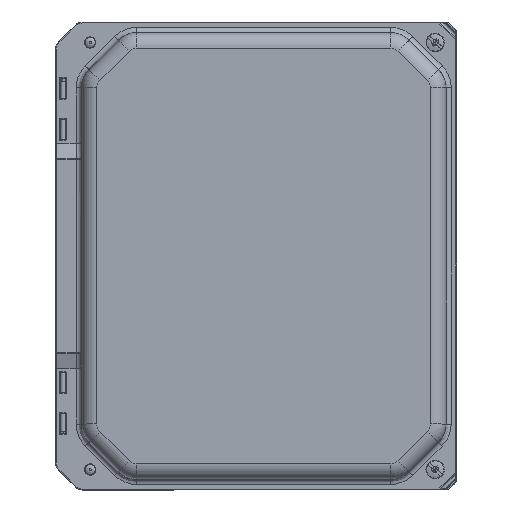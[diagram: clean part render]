
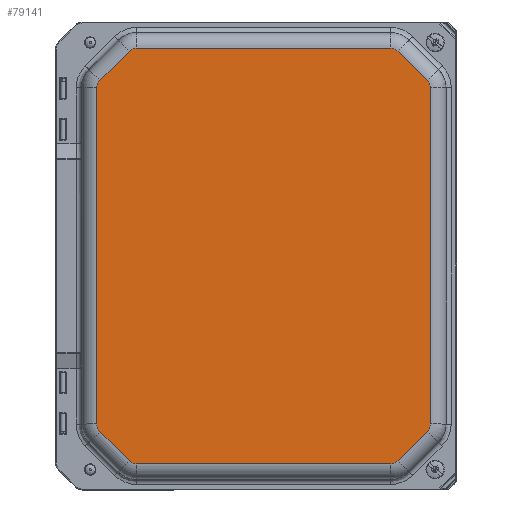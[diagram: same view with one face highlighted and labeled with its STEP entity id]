
A CAD part, top view. The second image highlights one B-rep face of the part: STEP entity #79141.
In plain terms, the highlighted planar face has unit normal (0, 0, 1).
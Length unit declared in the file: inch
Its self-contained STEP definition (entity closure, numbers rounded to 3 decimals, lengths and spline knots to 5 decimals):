
#1840 = AXIS2_PLACEMENT_3D ( 'NONE', #27985, #72719, #101099 ) ;
#3274 = VERTEX_POINT ( 'NONE', #80792 ) ;
#4515 = DIRECTION ( 'NONE',  ( 1., 0., 0. ) ) ;
#5316 = DIRECTION ( 'NONE',  ( 0., 0., 1. ) ) ;
#5886 = CIRCLE ( 'NONE', #19186, 0.25386 ) ;
#6292 = EDGE_CURVE ( 'NONE', #90114, #11614, #13047, .T. ) ;
#7837 = EDGE_CURVE ( 'NONE', #47078, #89900, #62444, .T. ) ;
#8078 = ORIENTED_EDGE ( 'NONE', *, *, #35855, .F. ) ;
#8174 = VECTOR ( 'NONE', #97618, 39.37008 ) ;
#9405 = EDGE_CURVE ( 'NONE', #90114, #85818, #13030, .T. ) ;
#9518 = FACE_OUTER_BOUND ( 'NONE', #70929, .T. ) ;
#11425 = AXIS2_PLACEMENT_3D ( 'NONE', #69477, #78278, #96253 ) ;
#11614 = VERTEX_POINT ( 'NONE', #38247 ) ;
#13030 = LINE ( 'NONE', #43581, #83052 ) ;
#13047 = CIRCLE ( 'NONE', #32145, 0.25386 ) ;
#13159 = AXIS2_PLACEMENT_3D ( 'NONE', #97883, #60840, #34413 ) ;
#13823 = CARTESIAN_POINT ( 'NONE',  ( 3.996, -4.28217, 6.312 ) ) ;
#13973 = EDGE_CURVE ( 'NONE', #103640, #89900, #36469, .T. ) ;
#14024 = VERTEX_POINT ( 'NONE', #33939 ) ;
#14324 = CIRCLE ( 'NONE', #116851, 0.25386 ) ;
#14431 = EDGE_CURVE ( 'NONE', #47078, #64580, #86363, .T. ) ;
#14486 = VECTOR ( 'NONE', #118419, 39.37008 ) ;
#14988 = CARTESIAN_POINT ( 'NONE',  ( -3.998, 4.28096, 6.312 ) ) ;
#15972 = EDGE_CURVE ( 'NONE', #35990, #14024, #41643, .T. ) ;
#16239 = AXIS2_PLACEMENT_3D ( 'NONE', #85611, #41288, #94766 ) ;
#18208 = CARTESIAN_POINT ( 'NONE',  ( 4.06714, -4.21103, 6.312 ) ) ;
#18788 = LINE ( 'NONE', #99192, #14486 ) ;
#19186 = AXIS2_PLACEMENT_3D ( 'NONE', #50916, #5316, #4515 ) ;
#20285 = CARTESIAN_POINT ( 'NONE',  ( -4.06914, 4.20982, 6.312 ) ) ;
#20857 = ORIENTED_EDGE ( 'NONE', *, *, #75261, .T. ) ;
#21909 = CARTESIAN_POINT ( 'NONE',  ( 3.27956, -4.99861, 6.312 ) ) ;
#22111 = CARTESIAN_POINT ( 'NONE',  ( -3.10206, 5.07175, 6.312 ) ) ;
#22842 = DIRECTION ( 'NONE',  ( 0., -1., 0. ) ) ;
#23054 = LINE ( 'NONE', #32074, #41720 ) ;
#23252 = CARTESIAN_POINT ( 'NONE',  ( -3.10206, -4.8191, 6.312 ) ) ;
#27185 = DIRECTION ( 'NONE',  ( 0., -1., 0. ) ) ;
#27985 = CARTESIAN_POINT ( 'NONE',  ( -3.8185, 4.10146, 6.312 ) ) ;
#29452 = CARTESIAN_POINT ( 'NONE',  ( 3.70892, 4.56804, 6.312 ) ) ;
#31507 = CARTESIAN_POINT ( 'NONE',  ( 3.10006, -5.07296, 6.312 ) ) ;
#32074 = CARTESIAN_POINT ( 'NONE',  ( 4.07036, 2.05043, 6.312 ) ) ;
#32145 = AXIS2_PLACEMENT_3D ( 'NONE', #55257, #73927, #27185 ) ;
#33466 = LINE ( 'NONE', #18208, #100599 ) ;
#33939 = CARTESIAN_POINT ( 'NONE',  ( -3.10206, -5.07296, 6.312 ) ) ;
#34413 = DIRECTION ( 'NONE',  ( 1., 0., 0. ) ) ;
#35535 = CIRCLE ( 'NONE', #104960, 0.25386 ) ;
#35855 = EDGE_CURVE ( 'NONE', #37725, #99983, #33466, .T. ) ;
#35990 = VERTEX_POINT ( 'NONE', #57030 ) ;
#36469 = CIRCLE ( 'NONE', #11425, 0.25386 ) ;
#37178 = CARTESIAN_POINT ( 'NONE',  ( 4.07036, 4.10146, 6.312 ) ) ;
#37725 = VERTEX_POINT ( 'NONE', #13823 ) ;
#38247 = CARTESIAN_POINT ( 'NONE',  ( -3.998, -4.28217, 6.312 ) ) ;
#39736 = ORIENTED_EDGE ( 'NONE', *, *, #9405, .F. ) ;
#41288 = DIRECTION ( 'NONE',  ( 0., 0., 1. ) ) ;
#41643 = CIRCLE ( 'NONE', #114471, 0.25386 ) ;
#41720 = VECTOR ( 'NONE', #22842, 39.37008 ) ;
#42307 = CARTESIAN_POINT ( 'NONE',  ( 3.27956, 4.9974, 6.312 ) ) ;
#42855 = EDGE_CURVE ( 'NONE', #52674, #99983, #14324, .T. ) ;
#43581 = CARTESIAN_POINT ( 'NONE',  ( -4.07236, -2.05163, 6.312 ) ) ;
#43887 = LINE ( 'NONE', #88878, #8174 ) ;
#46924 = DIRECTION ( 'NONE',  ( 0., -1., 0. ) ) ;
#47078 = VERTEX_POINT ( 'NONE', #22111 ) ;
#47541 = CARTESIAN_POINT ( 'NONE',  ( -3.28156, 4.9974, 6.312 ) ) ;
#48167 = EDGE_CURVE ( 'NONE', #101737, #85818, #50173, .T. ) ;
#50173 = CIRCLE ( 'NONE', #1840, 0.25386 ) ;
#50916 = CARTESIAN_POINT ( 'NONE',  ( 3.8165, 4.10146, 6.312 ) ) ;
#51373 = ORIENTED_EDGE ( 'NONE', *, *, #42855, .T. ) ;
#51623 = ORIENTED_EDGE ( 'NONE', *, *, #102070, .T. ) ;
#52101 = DIRECTION ( 'NONE',  ( 1., 0., 0. ) ) ;
#52674 = VERTEX_POINT ( 'NONE', #31507 ) ;
#54085 = LINE ( 'NONE', #29452, #71065 ) ;
#55257 = CARTESIAN_POINT ( 'NONE',  ( -3.8185, -4.10266, 6.312 ) ) ;
#55733 = CARTESIAN_POINT ( 'NONE',  ( 3.10006, -4.8191, 6.312 ) ) ;
#56759 = VECTOR ( 'NONE', #67949, 39.37008 ) ;
#57030 = CARTESIAN_POINT ( 'NONE',  ( -3.28156, -4.99861, 6.312 ) ) ;
#57261 = DIRECTION ( 'NONE',  ( 1., 0., 0. ) ) ;
#57656 = CARTESIAN_POINT ( 'NONE',  ( 3.8165, -4.10266, 6.312 ) ) ;
#57951 = VERTEX_POINT ( 'NONE', #76835 ) ;
#58920 = LINE ( 'NONE', #20285, #74498 ) ;
#60684 = CARTESIAN_POINT ( 'NONE',  ( 3.10006, 5.07175, 6.312 ) ) ;
#60837 = ORIENTED_EDGE ( 'NONE', *, *, #48167, .T. ) ;
#60840 = DIRECTION ( 'NONE',  ( 0., 0., 1. ) ) ;
#61044 = CARTESIAN_POINT ( 'NONE',  ( -4.07236, 4.10146, 6.312 ) ) ;
#61214 = ORIENTED_EDGE ( 'NONE', *, *, #14431, .T. ) ;
#62305 = DIRECTION ( 'NONE',  ( 0., 1., 0. ) ) ;
#62444 = LINE ( 'NONE', #67548, #56759 ) ;
#64538 = CARTESIAN_POINT ( 'NONE',  ( -4.07236, -4.10266, 6.312 ) ) ;
#64580 = VERTEX_POINT ( 'NONE', #47541 ) ;
#65360 = DIRECTION ( 'NONE',  ( -0.707, -0.707, 0. ) ) ;
#66720 = EDGE_CURVE ( 'NONE', #101737, #64580, #58920, .T. ) ;
#67548 = CARTESIAN_POINT ( 'NONE',  ( -1.55153, 5.07175, 6.312 ) ) ;
#67949 = DIRECTION ( 'NONE',  ( 1., 0., 0. ) ) ;
#69261 = EDGE_CURVE ( 'NONE', #112332, #57951, #23054, .T. ) ;
#69477 = CARTESIAN_POINT ( 'NONE',  ( 3.10006, 4.8179, 6.312 ) ) ;
#70929 = EDGE_LOOP ( 'NONE', ( #101718, #97132, #104291, #84664, #51373, #8078, #20857, #111427, #51623, #111270, #93855, #98356, #61214, #102762, #60837, #39736 ) ) ;
#71065 = VECTOR ( 'NONE', #112198, 39.37008 ) ;
#72719 = DIRECTION ( 'NONE',  ( 0., 0., 1. ) ) ;
#73004 = EDGE_CURVE ( 'NONE', #52674, #14024, #43887, .T. ) ;
#73927 = DIRECTION ( 'NONE',  ( 0., 0., 1. ) ) ;
#74498 = VECTOR ( 'NONE', #92614, 39.37008 ) ;
#75261 = EDGE_CURVE ( 'NONE', #37725, #57951, #35535, .T. ) ;
#75927 = DIRECTION ( 'NONE',  ( 0., 0., 1. ) ) ;
#76835 = CARTESIAN_POINT ( 'NONE',  ( 4.07036, -4.10266, 6.312 ) ) ;
#78278 = DIRECTION ( 'NONE',  ( 0., 0., 1. ) ) ;
#79141 = ADVANCED_FACE ( 'NONE', ( #9518 ), #115603, .T. ) ;
#80792 = CARTESIAN_POINT ( 'NONE',  ( 3.996, 4.28096, 6.312 ) ) ;
#83052 = VECTOR ( 'NONE', #62305, 39.37008 ) ;
#84664 = ORIENTED_EDGE ( 'NONE', *, *, #73004, .F. ) ;
#85611 = CARTESIAN_POINT ( 'NONE',  ( -3.10206, 4.8179, 6.312 ) ) ;
#85818 = VERTEX_POINT ( 'NONE', #61044 ) ;
#86363 = CIRCLE ( 'NONE', #16239, 0.25386 ) ;
#88878 = CARTESIAN_POINT ( 'NONE',  ( 1.54953, -5.07296, 6.312 ) ) ;
#89900 = VERTEX_POINT ( 'NONE', #60684 ) ;
#90114 = VERTEX_POINT ( 'NONE', #64538 ) ;
#92614 = DIRECTION ( 'NONE',  ( 0.707, 0.707, 0. ) ) ;
#93172 = EDGE_CURVE ( 'NONE', #103640, #3274, #54085, .T. ) ;
#93855 = ORIENTED_EDGE ( 'NONE', *, *, #13973, .T. ) ;
#94766 = DIRECTION ( 'NONE',  ( 0., -1., 0. ) ) ;
#96253 = DIRECTION ( 'NONE',  ( 0., -1., 0. ) ) ;
#97132 = ORIENTED_EDGE ( 'NONE', *, *, #101828, .F. ) ;
#97618 = DIRECTION ( 'NONE',  ( -1., 0., 0. ) ) ;
#97883 = CARTESIAN_POINT ( 'NONE',  ( -0.001, -0.0006, 6.312 ) ) ;
#98356 = ORIENTED_EDGE ( 'NONE', *, *, #7837, .F. ) ;
#99192 = CARTESIAN_POINT ( 'NONE',  ( -3.71092, -4.56925, 6.312 ) ) ;
#99983 = VERTEX_POINT ( 'NONE', #21909 ) ;
#100599 = VECTOR ( 'NONE', #65360, 39.37008 ) ;
#101099 = DIRECTION ( 'NONE',  ( 1., 0., 0. ) ) ;
#101559 = DIRECTION ( 'NONE',  ( 0., 0., 1. ) ) ;
#101718 = ORIENTED_EDGE ( 'NONE', *, *, #6292, .T. ) ;
#101737 = VERTEX_POINT ( 'NONE', #14988 ) ;
#101828 = EDGE_CURVE ( 'NONE', #35990, #11614, #18788, .T. ) ;
#102070 = EDGE_CURVE ( 'NONE', #112332, #3274, #5886, .T. ) ;
#102762 = ORIENTED_EDGE ( 'NONE', *, *, #66720, .F. ) ;
#103640 = VERTEX_POINT ( 'NONE', #42307 ) ;
#104291 = ORIENTED_EDGE ( 'NONE', *, *, #15972, .T. ) ;
#104960 = AXIS2_PLACEMENT_3D ( 'NONE', #57656, #75927, #57261 ) ;
#106765 = DIRECTION ( 'NONE',  ( 0., 0., 1. ) ) ;
#111270 = ORIENTED_EDGE ( 'NONE', *, *, #93172, .F. ) ;
#111427 = ORIENTED_EDGE ( 'NONE', *, *, #69261, .F. ) ;
#112198 = DIRECTION ( 'NONE',  ( 0.707, -0.707, 0. ) ) ;
#112332 = VERTEX_POINT ( 'NONE', #37178 ) ;
#114471 = AXIS2_PLACEMENT_3D ( 'NONE', #23252, #106765, #52101 ) ;
#115603 = PLANE ( 'NONE',  #13159 ) ;
#116851 = AXIS2_PLACEMENT_3D ( 'NONE', #55733, #101559, #46924 ) ;
#118419 = DIRECTION ( 'NONE',  ( -0.707, 0.707, 0. ) ) ;
